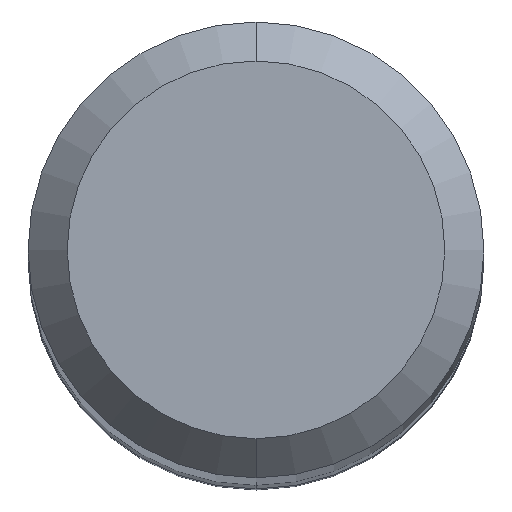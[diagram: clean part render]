
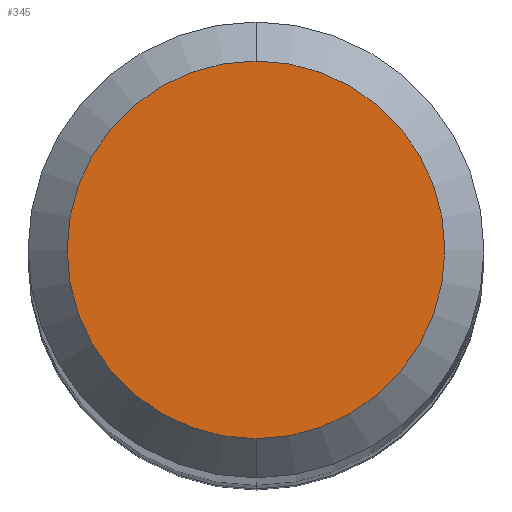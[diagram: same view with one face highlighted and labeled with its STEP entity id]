
A CAD part, top view. The second image highlights one B-rep face of the part: STEP entity #345.
In plain terms, the highlighted planar face has unit normal (0, 0, 1).
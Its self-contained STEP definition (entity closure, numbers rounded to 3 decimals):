
#227=EDGE_CURVE('',#331,#329,#617,.T.);
#329=VERTEX_POINT('',#730);
#331=VERTEX_POINT('',#732);
#345=ADVANCED_FACE('',(#746),#747,.T.);
#435=EDGE_CURVE('',#329,#331,#850,.T.);
#617=CIRCLE('',#1038,1.45);
#730=CARTESIAN_POINT('',(0.0,1.45,0.0));
#732=CARTESIAN_POINT('',(0.,-1.45,0.0));
#746=FACE_OUTER_BOUND('',#1250,.T.);
#747=PLANE('',#1251);
#850=CIRCLE('',#1413,1.45);
#1038=AXIS2_PLACEMENT_3D('',#1814,#1815,#1816);
#1250=EDGE_LOOP('',(#1933,#1934));
#1251=AXIS2_PLACEMENT_3D('',#1935,#1936,#1937);
#1413=AXIS2_PLACEMENT_3D('',#2086,#2087,#2088);
#1814=CARTESIAN_POINT('',(0.0,0.0,0.0));
#1815=DIRECTION('',(0.0,0.0,-1.0));
#1816=DIRECTION('',(0.0,1.0,0.0));
#1933=ORIENTED_EDGE('',*,*,#435,.F.);
#1934=ORIENTED_EDGE('',*,*,#227,.F.);
#1935=CARTESIAN_POINT('',(0.0,0.725,0.0));
#1936=DIRECTION('',(-0.0,0.0,1.0));
#1937=DIRECTION('',(0.0,-1.0,0.0));
#2086=CARTESIAN_POINT('',(0.0,0.0,0.0));
#2087=DIRECTION('',(0.0,0.0,-1.0));
#2088=DIRECTION('',(0.0,1.0,0.0));
